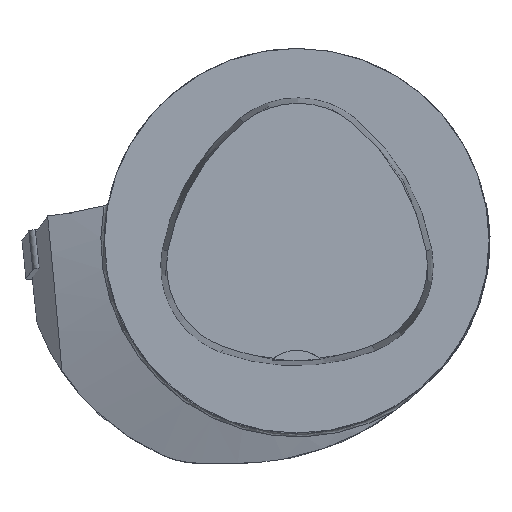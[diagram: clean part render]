
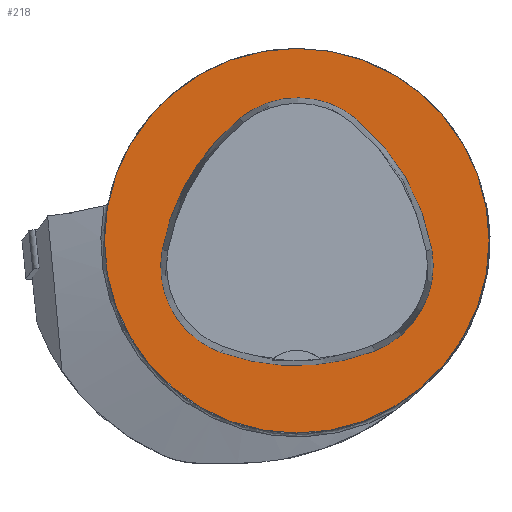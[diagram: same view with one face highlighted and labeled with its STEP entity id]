
A CAD part, top view. The second image highlights one B-rep face of the part: STEP entity #218.
In plain terms, the highlighted planar face has unit normal (0, 0, 1).
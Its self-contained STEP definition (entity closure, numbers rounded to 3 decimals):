
#218=ADVANCED_FACE('',(#433,#434),#262,.T.);
#262=PLANE('',#1235);
#433=FACE_BOUND('',#481,.T.);
#434=FACE_BOUND('',#482,.T.);
#481=EDGE_LOOP('',(#694,#695,#696,#697,#698,#699));
#482=EDGE_LOOP('',(#700));
#694=ORIENTED_EDGE('',*,*,#1012,.T.);
#695=ORIENTED_EDGE('',*,*,#992,.T.);
#696=ORIENTED_EDGE('',*,*,#996,.T.);
#697=ORIENTED_EDGE('',*,*,#999,.T.);
#698=ORIENTED_EDGE('',*,*,#1002,.T.);
#699=ORIENTED_EDGE('',*,*,#1010,.T.);
#700=ORIENTED_EDGE('',*,*,#983,.F.);
#864=VERTEX_POINT('',#1902);
#873=VERTEX_POINT('',#1921);
#874=VERTEX_POINT('',#1922);
#877=VERTEX_POINT('',#1930);
#879=VERTEX_POINT('',#1936);
#881=VERTEX_POINT('',#1942);
#888=VERTEX_POINT('',#1963);
#983=EDGE_CURVE('',#864,#864,#1052,.T.);
#992=EDGE_CURVE('',#873,#874,#1053,.T.);
#996=EDGE_CURVE('',#874,#877,#1055,.T.);
#999=EDGE_CURVE('',#877,#879,#1057,.T.);
#1002=EDGE_CURVE('',#879,#881,#1059,.T.);
#1010=EDGE_CURVE('',#881,#888,#1063,.T.);
#1012=EDGE_CURVE('',#888,#873,#1065,.T.);
#1052=CIRCLE('',#1207,31.5);
#1053=CIRCLE('',#1213,36.);
#1055=CIRCLE('',#1216,15.);
#1057=CIRCLE('',#1219,36.);
#1059=CIRCLE('',#1222,15.);
#1063=CIRCLE('',#1227,36.);
#1065=CIRCLE('',#1230,15.);
#1207=AXIS2_PLACEMENT_3D('',#1901,#1428,#1429);
#1213=AXIS2_PLACEMENT_3D('',#1920,#1444,#1445);
#1216=AXIS2_PLACEMENT_3D('',#1929,#1452,#1453);
#1219=AXIS2_PLACEMENT_3D('',#1935,#1459,#1460);
#1222=AXIS2_PLACEMENT_3D('',#1941,#1466,#1467);
#1227=AXIS2_PLACEMENT_3D('',#1964,#1478,#1479);
#1230=AXIS2_PLACEMENT_3D('',#1967,#1484,#1485);
#1235=AXIS2_PLACEMENT_3D('',#1972,#1494,#1495);
#1428=DIRECTION('',(0.,0.,-1.));
#1429=DIRECTION('',(-1.,0.,0.));
#1444=DIRECTION('',(0.,0.,-1.));
#1445=DIRECTION('',(-1.,0.,0.));
#1452=DIRECTION('',(0.,0.,-1.));
#1453=DIRECTION('',(-1.,0.,0.));
#1459=DIRECTION('',(0.,0.,-1.));
#1460=DIRECTION('',(-1.,0.,0.));
#1466=DIRECTION('',(0.,0.,-1.));
#1467=DIRECTION('',(-1.,0.,0.));
#1478=DIRECTION('',(0.,0.,-1.));
#1479=DIRECTION('',(-1.,0.,0.));
#1484=DIRECTION('',(0.,0.,-1.));
#1485=DIRECTION('',(-1.,0.,0.));
#1494=DIRECTION('',(0.,0.,1.));
#1495=DIRECTION('',(1.,0.,0.));
#1901=CARTESIAN_POINT('',(0.,0.,
0.));
#1902=CARTESIAN_POINT('',(-31.5,0.,0.));
#1920=CARTESIAN_POINT('',(13.398,-7.893,0.));
#1921=CARTESIAN_POINT('',(-22.041,-1.562,0.));
#1922=CARTESIAN_POINT('',(-9.317,20.036,0.));
#1929=CARTESIAN_POINT('',(0.148,8.399,0.));
#1930=CARTESIAN_POINT('',(9.779,19.898,0.));
#1935=CARTESIAN_POINT('',(-13.337,-7.7,0.));
#1936=CARTESIAN_POINT('',(22.122,-1.48,0.));
#1941=CARTESIAN_POINT('',(7.347,-4.071,0.));
#1942=CARTESIAN_POINT('',(12.693,-18.087,0.));
#1963=CARTESIAN_POINT('',(-12.373,-18.307,0.));
#1964=CARTESIAN_POINT('',(-0.137,15.55,0.));
#1967=CARTESIAN_POINT('',(-7.275,-4.2,0.));
#1972=CARTESIAN_POINT('',(0.,0.,
0.));
